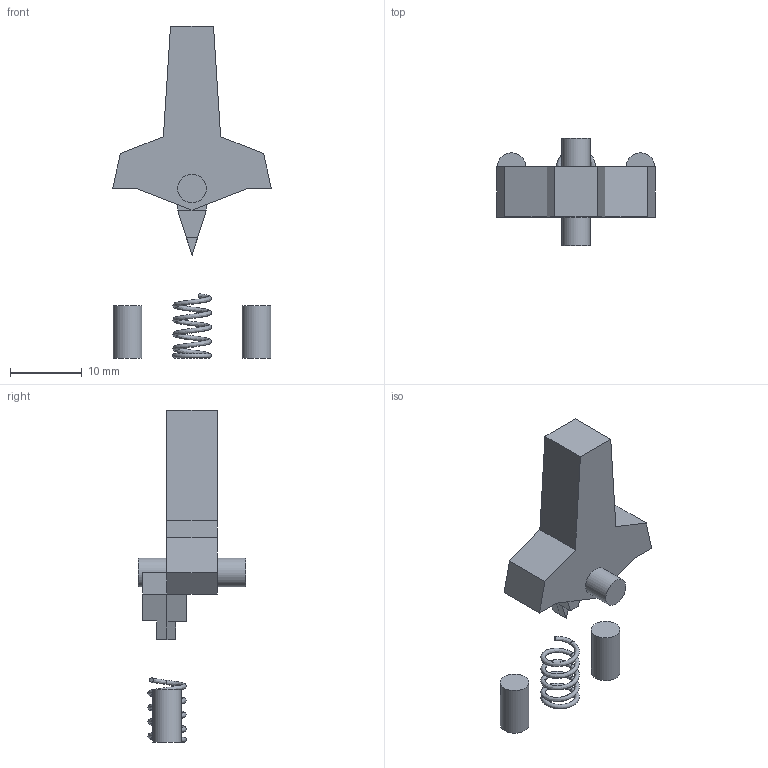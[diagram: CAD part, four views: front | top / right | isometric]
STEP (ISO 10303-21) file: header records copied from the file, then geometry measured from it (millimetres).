
FILE_DESCRIPTION(('FreeCAD Model'),'2;1');
FILE_NAME('Open CASCADE Shape Model','2024-07-08T20:46:33',('Author'),( ''),'Open CASCADE STEP processor 7.6','FreeCAD','Unknown');
FILE_SCHEMA(('AUTOMOTIVE_DESIGN { 1 0 10303 214 1 1 1 1 }'));
Length unit declared in the file: millimetre
Products named in the file (5): LightSwitchReduced; Switch; Spring; Bumper1; Bumper2
Assembly tree (4 placements, depth 2):
  LightSwitchReduced
    Switch
    Spring
    Bumper1
    Bumper2
Bounding box: 22.17 x 15 x 46.37 mm (x, y, z)
Volume: 2268.4 mm3; surface area: 1702.2 mm2
Topology: 4 solids, 4 shells, 49 faces, 102 edges, 62 vertices
Faces by surface type: plane 39, bspline 5, cylinder 4, torus 1
Full cylindrical faces by diameter (mm): 4 x4
Entity records: 2528 total; most frequent: CARTESIAN_POINT 1408, ORIENTED_EDGE 206, DIRECTION 204, EDGE_CURVE 102, LINE 80, VECTOR 80, AXIS2_PLACEMENT_3D 62, VERTEX_POINT 62
